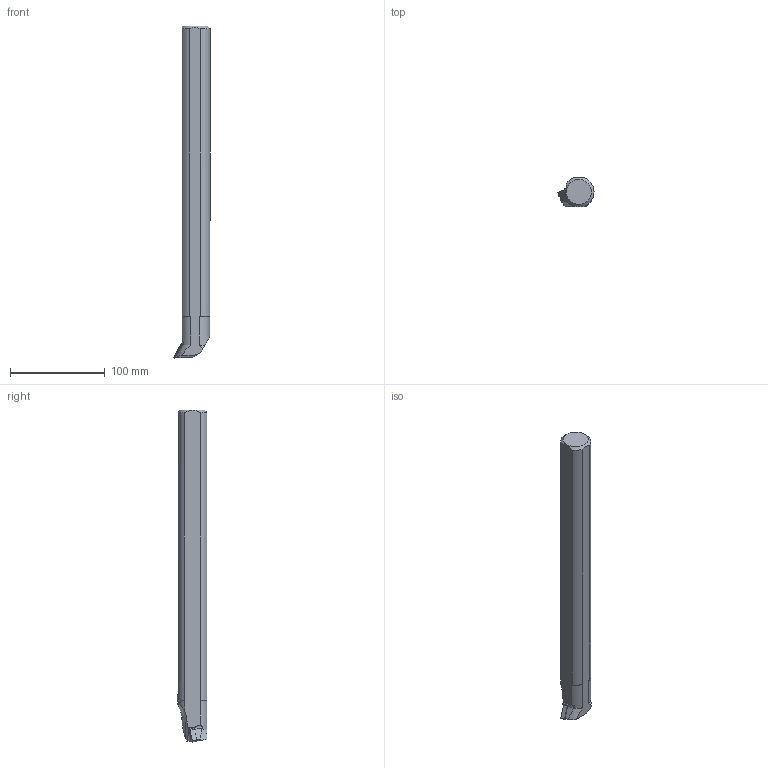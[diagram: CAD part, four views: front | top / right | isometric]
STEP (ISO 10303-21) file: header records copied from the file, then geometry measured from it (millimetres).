
FILE_DESCRIPTION(/* description */ (''),/* implementation_level */ '2;1');
FILE_NAME(/* name */ '1527585282264.stp',/* time_stamp */ '2018-05-29T11:14:45+02:00',/* author */ (''),/* organization */ ('SMS'),/* preprocessor_version */ 'ST-DEVELOPER v15',/* originating_system */ 'SIEMENS PLM Software NX 8.5',/* authorisation */ '');
FILE_SCHEMA (('AUTOMOTIVE_DESIGN { 1 0 10303 214 3 1 1 1 }'));
Length unit declared in the file: millimetre
Products named in the file (4): ASSEMBLY_CONSTRUCTION; IsoTurningInsert; 201673129mod000_00; 201678938mod000_00
Assembly tree (3 placements, depth 2):
  201678938mod000_00
    201673129mod000_00
    IsoTurningInsert
    ASSEMBLY_CONSTRUCTION
Bounding box: 37.95 x 30.99 x 349.97 mm (x, y, z)
Volume: 257430.4 mm3; surface area: 35759 mm2
Topology: 2 solids, 2 shells, 43 faces, 115 edges, 84 vertices
Faces by surface type: plane 24, cylinder 14, cone 5
Full cylindrical faces by diameter (mm): 3.81 x1
Entity records: 1611 total; most frequent: CARTESIAN_POINT 348, DIRECTION 245, ORIENTED_EDGE 222, EDGE_CURVE 111, AXIS2_PLACEMENT_3D 92, VERTEX_POINT 75, LINE 61, VECTOR 61
